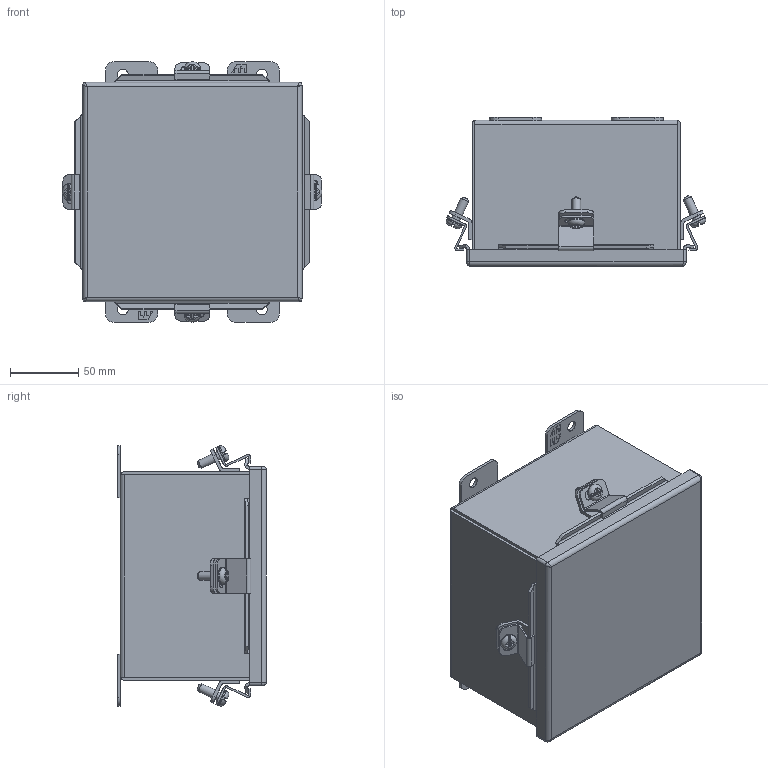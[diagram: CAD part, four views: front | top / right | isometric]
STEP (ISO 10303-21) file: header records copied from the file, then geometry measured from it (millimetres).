
FILE_DESCRIPTION (( 'STEP AP214' ), '1' );
FILE_NAME ('1414N4ALE.STEP', '2019-09-14T15:23:57', ( '' ), ( '' ), 'SwSTEP 2.0', 'SolidWorks 2018', '' );
FILE_SCHEMA (( 'AUTOMOTIVE_DESIGN' ));
Length unit declared in the file: inch
Products named in the file (1): 1414N4ALE
Bounding box: 189.74 x 108.86 x 190.5 mm (x, y, z)
Volume: 342237.7 mm3; surface area: 343624.9 mm2
Topology: 26 solids, 27 shells, 727 faces, 1838 edges, 1174 vertices
Faces by surface type: plane 499, cylinder 162, cone 34, bspline 20, torus 12
Full cylindrical faces by diameter (mm): 4.039 x6, 5.41 x4, 6.35 x4, 6.731 x4, 7.937 x1, 7.938 x3, 8.382 x6, 9.525 x6, 12.192 x4
Entity records: 22767 total; most frequent: CARTESIAN_POINT 5388, ORIENTED_EDGE 3512, DIRECTION 3368, EDGE_CURVE 1756, LINE 1272, VECTOR 1272, VERTEX_POINT 1156, AXIS2_PLACEMENT_3D 1048
